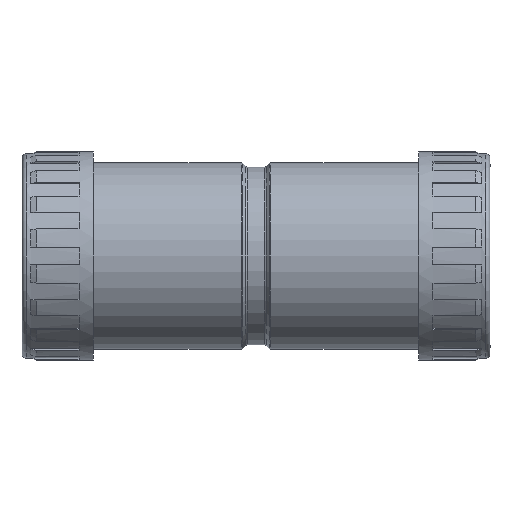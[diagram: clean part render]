
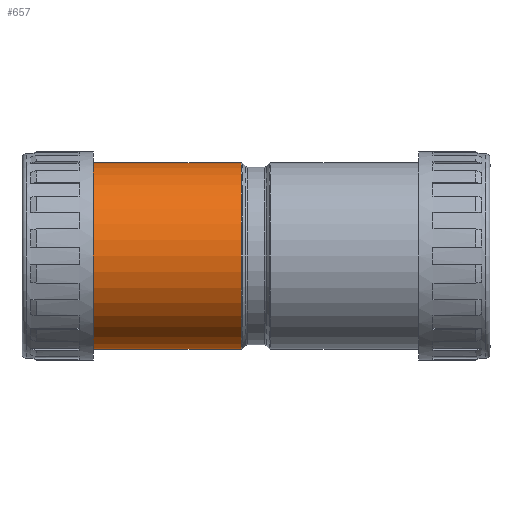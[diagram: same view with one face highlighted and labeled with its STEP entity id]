
A CAD part, front view. The second image highlights one B-rep face of the part: STEP entity #657.
In plain terms, the highlighted cylindrical face has radius 21.9 mm (diameter 43.8 mm), a partial arc.
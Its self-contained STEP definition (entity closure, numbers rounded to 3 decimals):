
#23 = DIRECTION ( 'NONE',  ( -1., 0., 0. ) ) ;
#53 = EDGE_LOOP ( 'NONE', ( #2933, #7211, #1624, #3099 ) ) ;
#131 = CYLINDRICAL_SURFACE ( 'NONE', #5285, 21.9 ) ;
#514 = VERTEX_POINT ( 'NONE', #3724 ) ;
#580 = VECTOR ( 'NONE', #23, 1000. ) ;
#657 = ADVANCED_FACE ( 'NONE', ( #6179 ), #131, .T. ) ;
#989 = EDGE_CURVE ( 'NONE', #3936, #6048, #4279, .T. ) ;
#1624 = ORIENTED_EDGE ( 'NONE', *, *, #989, .T. ) ;
#1865 = VERTEX_POINT ( 'NONE', #4009 ) ;
#1983 = CIRCLE ( 'NONE', #5286, 21.9 ) ;
#2036 = CIRCLE ( 'NONE', #7158, 21.9 ) ;
#2405 = DIRECTION ( 'NONE',  ( -1., 0., 0. ) ) ;
#2509 = CARTESIAN_POINT ( 'NONE',  ( -3.457, 0., 21.9 ) ) ;
#2749 = EDGE_CURVE ( 'NONE', #1865, #6048, #2036, .T. ) ;
#2835 = VECTOR ( 'NONE', #5578, 1000. ) ;
#2933 = ORIENTED_EDGE ( 'NONE', *, *, #7221, .F. ) ;
#3099 = ORIENTED_EDGE ( 'NONE', *, *, #2749, .F. ) ;
#3219 = DIRECTION ( 'NONE',  ( -1., 0., 0. ) ) ;
#3724 = CARTESIAN_POINT ( 'NONE',  ( -3.457, 0., -21.9 ) ) ;
#3936 = VERTEX_POINT ( 'NONE', #2509 ) ;
#4009 = CARTESIAN_POINT ( 'NONE',  ( -38.2, 0., -21.9 ) ) ;
#4158 = CARTESIAN_POINT ( 'NONE',  ( -38.2, 0., 21.9 ) ) ;
#4279 = LINE ( 'NONE', #5269, #2835 ) ;
#5030 = LINE ( 'NONE', #6730, #580 ) ;
#5125 = EDGE_CURVE ( 'NONE', #514, #3936, #1983, .T. ) ;
#5269 = CARTESIAN_POINT ( 'NONE',  ( -1387.525, 0., 21.9 ) ) ;
#5285 = AXIS2_PLACEMENT_3D ( 'NONE', #6148, #5824, #5941 ) ;
#5286 = AXIS2_PLACEMENT_3D ( 'NONE', #5636, #2405, #6169 ) ;
#5578 = DIRECTION ( 'NONE',  ( -1., 0., 0. ) ) ;
#5636 = CARTESIAN_POINT ( 'NONE',  ( -3.457, 0., 0. ) ) ;
#5824 = DIRECTION ( 'NONE',  ( -1., 0., 0. ) ) ;
#5941 = DIRECTION ( 'NONE',  ( 0., 0., 1. ) ) ;
#6048 = VERTEX_POINT ( 'NONE', #4158 ) ;
#6148 = CARTESIAN_POINT ( 'NONE',  ( -1387.525, 0., 0. ) ) ;
#6169 = DIRECTION ( 'NONE',  ( 0., 0., -1. ) ) ;
#6179 = FACE_OUTER_BOUND ( 'NONE', #53, .T. ) ;
#6435 = CARTESIAN_POINT ( 'NONE',  ( -38.2, 0., 0. ) ) ;
#6730 = CARTESIAN_POINT ( 'NONE',  ( -1387.525, 0., -21.9 ) ) ;
#6979 = DIRECTION ( 'NONE',  ( 0., 0., 1. ) ) ;
#7158 = AXIS2_PLACEMENT_3D ( 'NONE', #6435, #3219, #6979 ) ;
#7211 = ORIENTED_EDGE ( 'NONE', *, *, #5125, .T. ) ;
#7221 = EDGE_CURVE ( 'NONE', #514, #1865, #5030, .T. ) ;
